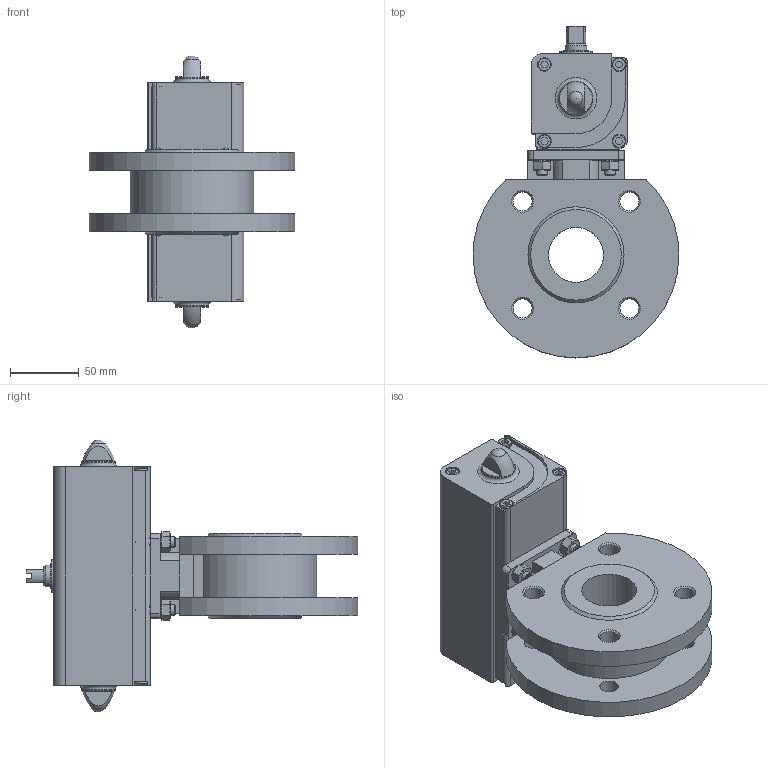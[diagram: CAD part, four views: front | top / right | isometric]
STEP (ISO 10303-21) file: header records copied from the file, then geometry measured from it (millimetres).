
FILE_DESCRIPTION(/* description */ ('STEP AP214'),/* implementation_level */ '2;1');
FILE_NAME(/* name */ '1913370_VZBC-40-FF-40-22-F0507-V4V4T-PP60-R-90-C',/* time_stamp */ '2024-09-18T01:14:29+02:00',/* author */ ('License CC BY-ND 4.0'),/* organization */ ('CADENAS'),/* preprocessor_version */ 'ST-DEVELOPER v19.3',/* originating_system */ 'PARTsolutions',/* authorisation */ ' ');
FILE_SCHEMA (('AUTOMOTIVE_DESIGN {1 0 10303 214 3 1 1}'));
Length unit declared in the file: millimetre
Products named in the file (7): 1913370 VZBC-40-FF-40-22-F0507-V4V4T-PP60-R-90-C; 1692204 VZBC-40-FF-40-22-F0507-V4V4T; DIN-913 - M8x30; 690068 S 8 A2; DIN 934 - M8(F); 533477 DAPS-0060-090-R-F0507---(1); 533477 DAPS-0060-090-R-F0507---(2)
Assembly tree (15 placements, depth 2):
  1913370 VZBC-40-FF-40-22-F0507-V4V4T-PP60-R-90-C
    1692204 VZBC-40-FF-40-22-F0507-V4V4T
    DIN-913 - M8x30  x4
    690068 S 8 A2  x4
    DIN 934 - M8(F)  x4
    533477 DAPS-0060-090-R-F0507---(1)
    533477 DAPS-0060-090-R-F0507---(2)
Bounding box: 149.92 x 241.7 x 198 mm (x, y, z)
Volume: 1399678.2 mm3; surface area: 175909.3 mm2
Topology: 15 solids, 15 shells, 492 faces, 1201 edges, 755 vertices
Faces by surface type: plane 261, cylinder 109, cone 106, torus 14, sphere 2
Full cylindrical faces by diameter (mm): 4.134 x8, 4.917 x5, 6.647 x8, 8 x4, 8.4 x4, 8.566 x2, 10 x8, 13 x4, 13.835 x8, 16 x1, 18.4 x1, 24 x2, 28 x2, 38 x1, 40 x2
Entity records: 11148 total; most frequent: CARTESIAN_POINT 2004, DIRECTION 1880, ORIENTED_EDGE 1648, EDGE_CURVE 824, AXIS2_PLACEMENT_3D 685, VERTEX_POINT 609, FACE_BOUND 587, EDGE_LOOP 568
